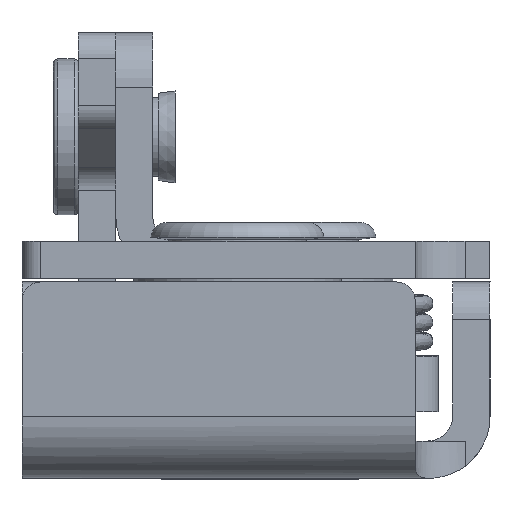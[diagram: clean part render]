
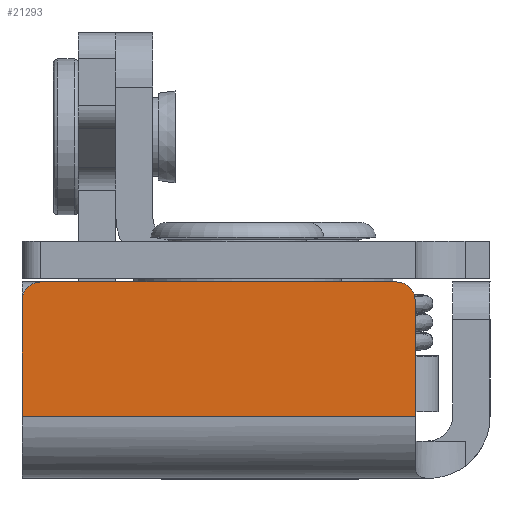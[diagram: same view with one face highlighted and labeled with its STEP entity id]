
A CAD part, left-side view. The second image highlights one B-rep face of the part: STEP entity #21293.
In plain terms, the highlighted planar face has unit normal (-1, 0, 0).
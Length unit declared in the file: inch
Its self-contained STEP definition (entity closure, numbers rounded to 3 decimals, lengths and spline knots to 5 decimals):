
#21196=CARTESIAN_POINT('',(-1.202,-0.3824,0.4722));
#21197=VERTEX_POINT('',#21196);
#21204=CARTESIAN_POINT('',(-1.202,-0.4274,0.4272));
#21205=VERTEX_POINT('',#21204);
#21206=CARTESIAN_POINT('',(-1.202,-0.3824,0.4272));
#21207=DIRECTION('',(-1.0,0.0,0.0));
#21208=DIRECTION('',(0.0,-0.707,0.707));
#21209=AXIS2_PLACEMENT_3D('',#21206,#21207,#21208);
#21210=CIRCLE('',#21209,0.045);
#21211=EDGE_CURVE('',#21205,#21197,#21210,.T.);
#21236=CARTESIAN_POINT('',(-1.202,0.4727,0.4722));
#21237=VERTEX_POINT('',#21236);
#21244=CARTESIAN_POINT('',(-1.202,0.4727,0.4722));
#21245=DIRECTION('',(0.0,-1.0,0.0));
#21246=VECTOR('',#21245,0.8551);
#21247=LINE('',#21244,#21246);
#21248=EDGE_CURVE('',#21237,#21197,#21247,.T.);
#21253=CARTESIAN_POINT('',(-1.202,0.5177,0.0));
#21254=DIRECTION('',(1.0,0.0,0.0));
#21255=DIRECTION('',(0.0,0.0,-1.0));
#21256=AXIS2_PLACEMENT_3D('',#21253,#21254,#21255);
#21257=PLANE('',#21256);
#21258=ORIENTED_EDGE('',*,*,#21211,.T.);
#21259=ORIENTED_EDGE('',*,*,#21248,.F.);
#21260=CARTESIAN_POINT('',(-1.202,0.5177,0.4272));
#21261=VERTEX_POINT('',#21260);
#21262=CARTESIAN_POINT('',(-1.202,0.4727,0.4272));
#21263=DIRECTION('',(-1.0,0.0,0.0));
#21264=DIRECTION('',(0.0,0.707,0.707));
#21265=AXIS2_PLACEMENT_3D('',#21262,#21263,#21264);
#21266=CIRCLE('',#21265,0.045);
#21267=EDGE_CURVE('',#21237,#21261,#21266,.T.);
#21268=ORIENTED_EDGE('',*,*,#21267,.T.);
#21269=CARTESIAN_POINT('',(-1.202,0.5177,0.149));
#21270=VERTEX_POINT('',#21269);
#21271=CARTESIAN_POINT('',(-1.202,0.5177,0.149));
#21272=DIRECTION('',(0.0,0.0,1.0));
#21273=VECTOR('',#21272,0.2782);
#21274=LINE('',#21271,#21273);
#21275=EDGE_CURVE('',#21270,#21261,#21274,.T.);
#21276=ORIENTED_EDGE('',*,*,#21275,.F.);
#21277=CARTESIAN_POINT('',(-1.202,-0.4274,0.149));
#21278=VERTEX_POINT('',#21277);
#21279=CARTESIAN_POINT('',(-1.202,0.5177,0.149));
#21280=DIRECTION('',(0.0,-1.0,0.0));
#21281=VECTOR('',#21280,0.9451);
#21282=LINE('',#21279,#21281);
#21283=EDGE_CURVE('',#21270,#21278,#21282,.T.);
#21284=ORIENTED_EDGE('',*,*,#21283,.T.);
#21285=CARTESIAN_POINT('',(-1.202,-0.4274,0.149));
#21286=DIRECTION('',(0.0,0.0,1.0));
#21287=VECTOR('',#21286,0.2782);
#21288=LINE('',#21285,#21287);
#21289=EDGE_CURVE('',#21278,#21205,#21288,.T.);
#21290=ORIENTED_EDGE('',*,*,#21289,.T.);
#21291=EDGE_LOOP('',(#21258,#21259,#21268,#21276,#21284,#21290));
#21292=FACE_OUTER_BOUND('',#21291,.T.);
#21293=ADVANCED_FACE('',(#21292),#21257,.F.);
